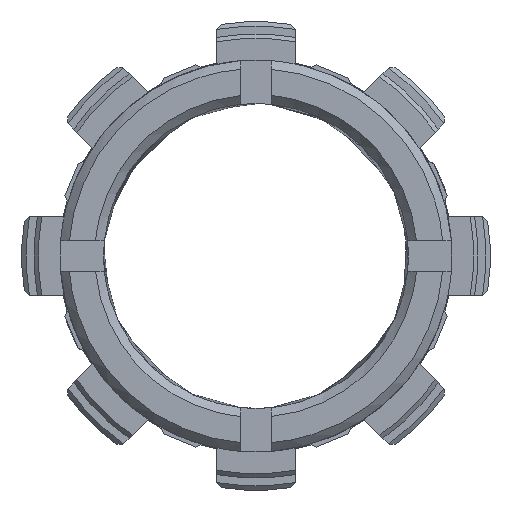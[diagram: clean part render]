
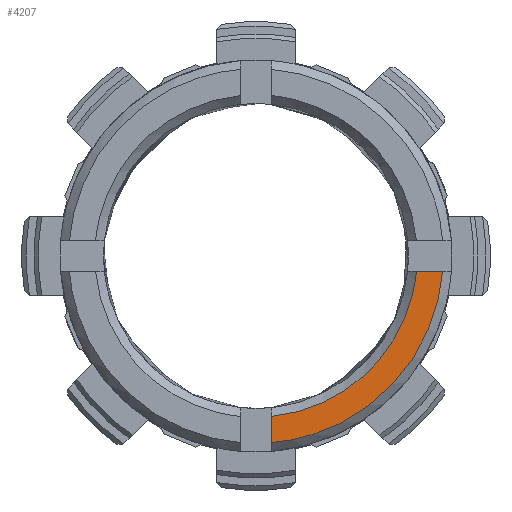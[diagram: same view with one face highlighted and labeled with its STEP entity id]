
A CAD part, left-side view. The second image highlights one B-rep face of the part: STEP entity #4207.
In plain terms, the highlighted free-form (B-spline) face has degree [1, 1] with [2, 2] control points.
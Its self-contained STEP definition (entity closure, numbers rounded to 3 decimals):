
#3967 = VERTEX_POINT('',#3968);
#3968 = CARTESIAN_POINT('',(0.,-2.376,-29.094));
#3974 = EDGE_CURVE('',#3975,#3967,#3977,.T.);
#3975 = VERTEX_POINT('',#3976);
#3976 = CARTESIAN_POINT('',(0.,-2.376,-25.005));
#3977 = B_SPLINE_CURVE_WITH_KNOTS('',1,(#3978,#3979),.UNSPECIFIED.,.F.,
  .F.,(2,2),(1.842,2.143),.PIECEWISE_BEZIER_KNOTS.);
#3978 = CARTESIAN_POINT('',(0.,-2.376,-25.005));
#3979 = CARTESIAN_POINT('',(0.,-2.376,-29.094));
#4098 = EDGE_CURVE('',#3975,#4099,#4101,.T.);
#4099 = VERTEX_POINT('',#4100);
#4100 = CARTESIAN_POINT('',(0.,-25.005,
    -2.376));
#4101 = ( BOUNDED_CURVE() B_SPLINE_CURVE(2,(#4102,#4103,#4104),
.UNSPECIFIED.,.F.,.F.) B_SPLINE_CURVE_WITH_KNOTS((3,3),(-1.476,
-0.095),.PIECEWISE_BEZIER_KNOTS.) CURVE() 
GEOMETRIC_REPRESENTATION_ITEM() RATIONAL_B_SPLINE_CURVE((1.,
0.771,1.)) REPRESENTATION_ITEM('') );
#4102 = CARTESIAN_POINT('',(0.,-2.376,-25.005));
#4103 = CARTESIAN_POINT('',(0.,-23.042,-23.042));
#4104 = CARTESIAN_POINT('',(0.,-25.005,-2.376));
#4207 = ADVANCED_FACE('',(#4208),#4225,.T.);
#4208 = FACE_BOUND('',#4209,.T.);
#4209 = EDGE_LOOP('',(#4210,#4211,#4219,#4224));
#4210 = ORIENTED_EDGE('',*,*,#3974,.T.);
#4211 = ORIENTED_EDGE('',*,*,#4212,.F.);
#4212 = EDGE_CURVE('',#4213,#3967,#4215,.T.);
#4213 = VERTEX_POINT('',#4214);
#4214 = CARTESIAN_POINT('',(0.,-29.094,-2.376));
#4215 = ( BOUNDED_CURVE() B_SPLINE_CURVE(2,(#4216,#4217,#4218),
.UNSPECIFIED.,.F.,.F.) B_SPLINE_CURVE_WITH_KNOTS((3,3),(-6.202,
-4.794),.PIECEWISE_BEZIER_KNOTS.) CURVE() 
GEOMETRIC_REPRESENTATION_ITEM() RATIONAL_B_SPLINE_CURVE((1.,
0.762,1.)) REPRESENTATION_ITEM('') );
#4216 = CARTESIAN_POINT('',(0.,-29.094,-2.376));
#4217 = CARTESIAN_POINT('',(0.,-27.077,-27.077));
#4218 = CARTESIAN_POINT('',(0.,-2.376,-29.094));
#4219 = ORIENTED_EDGE('',*,*,#4220,.T.);
#4220 = EDGE_CURVE('',#4213,#4099,#4221,.T.);
#4221 = B_SPLINE_CURVE_WITH_KNOTS('',1,(#4222,#4223),.UNSPECIFIED.,.F.,
  .F.,(2,2),(-2.143,-1.842),.PIECEWISE_BEZIER_KNOTS.);
#4222 = CARTESIAN_POINT('',(0.,-29.094,-2.376));
#4223 = CARTESIAN_POINT('',(0.,-25.005,-2.376));
#4224 = ORIENTED_EDGE('',*,*,#4098,.F.);
#4225 = B_SPLINE_SURFACE_WITH_KNOTS('',1,1,(
    (#4226,#4227)
    ,(#4228,#4229
    )),.UNSPECIFIED.,.F.,.F.,.F.,(2,2),(2,2),(0.174,2.144),(
    -2.144,-0.174),.PIECEWISE_BEZIER_KNOTS.);
#4226 = CARTESIAN_POINT('',(0.,-29.108,-29.108));
#4227 = CARTESIAN_POINT('',(0.,-2.362,-29.108));
#4228 = CARTESIAN_POINT('',(0.,-29.108,-2.362));
#4229 = CARTESIAN_POINT('',(0.,-2.362,-2.362));
